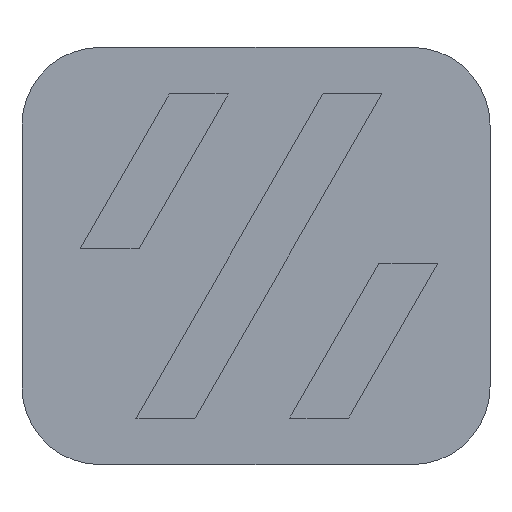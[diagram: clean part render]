
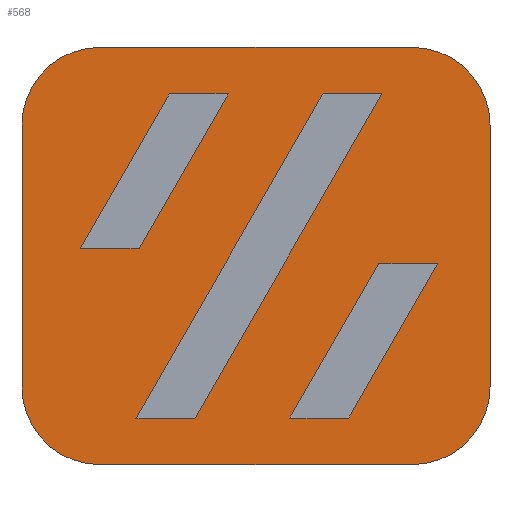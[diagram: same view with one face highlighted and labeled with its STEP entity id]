
A CAD part, front view. The second image highlights one B-rep face of the part: STEP entity #568.
In plain terms, the highlighted planar face has unit normal (0, -1, 0).
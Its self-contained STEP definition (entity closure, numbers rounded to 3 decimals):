
#15=FACE_BOUND('',#104,.T.);
#16=FACE_BOUND('',#105,.T.);
#17=FACE_BOUND('',#106,.T.);
#30=CIRCLE('',#600,2.);
#31=CIRCLE('',#603,2.);
#32=CIRCLE('',#607,2.);
#33=CIRCLE('',#609,2.);
#70=FACE_OUTER_BOUND('',#103,.T.);
#103=EDGE_LOOP('',(#491,#492,#493,#494,#495,#496,#497,#498));
#104=EDGE_LOOP('',(#499,#500,#501,#502));
#105=EDGE_LOOP('',(#503,#504,#505,#506));
#106=EDGE_LOOP('',(#507,#508,#509,#510));
#126=LINE('',#842,#190);
#129=LINE('',#850,#193);
#133=LINE('',#863,#197);
#134=LINE('',#865,#198);
#135=LINE('',#869,#199);
#139=LINE('',#877,#203);
#142=LINE('',#883,#206);
#145=LINE('',#888,#209);
#147=LINE('',#894,#211);
#151=LINE('',#902,#215);
#154=LINE('',#908,#218);
#157=LINE('',#913,#221);
#159=LINE('',#919,#223);
#163=LINE('',#927,#227);
#166=LINE('',#933,#230);
#169=LINE('',#938,#233);
#190=VECTOR('',#687,10.);
#193=VECTOR('',#696,10.);
#197=VECTOR('',#712,10.);
#198=VECTOR('',#715,10.);
#199=VECTOR('',#718,10.);
#203=VECTOR('',#724,10.);
#206=VECTOR('',#729,10.);
#209=VECTOR('',#734,10.);
#211=VECTOR('',#740,10.);
#215=VECTOR('',#746,10.);
#218=VECTOR('',#751,10.);
#221=VECTOR('',#756,10.);
#223=VECTOR('',#762,10.);
#227=VECTOR('',#768,10.);
#230=VECTOR('',#773,10.);
#233=VECTOR('',#778,10.);
#251=VERTEX_POINT('',#834);
#252=VERTEX_POINT('',#836);
#253=VERTEX_POINT('',#840);
#254=VERTEX_POINT('',#844);
#255=VERTEX_POINT('',#848);
#256=VERTEX_POINT('',#853);
#257=VERTEX_POINT('',#855);
#258=VERTEX_POINT('',#859);
#259=VERTEX_POINT('',#867);
#260=VERTEX_POINT('',#868);
#263=VERTEX_POINT('',#876);
#265=VERTEX_POINT('',#882);
#267=VERTEX_POINT('',#892);
#268=VERTEX_POINT('',#893);
#271=VERTEX_POINT('',#901);
#273=VERTEX_POINT('',#907);
#275=VERTEX_POINT('',#917);
#276=VERTEX_POINT('',#918);
#279=VERTEX_POINT('',#926);
#281=VERTEX_POINT('',#932);
#308=EDGE_CURVE('',#251,#252,#30,.T.);
#311=EDGE_CURVE('',#251,#253,#126,.T.);
#313=EDGE_CURVE('',#254,#253,#31,.T.);
#315=EDGE_CURVE('',#254,#255,#129,.T.);
#317=EDGE_CURVE('',#256,#257,#32,.T.);
#320=EDGE_CURVE('',#258,#255,#33,.T.);
#321=EDGE_CURVE('',#258,#257,#133,.T.);
#322=EDGE_CURVE('',#256,#252,#134,.T.);
#323=EDGE_CURVE('',#259,#260,#135,.T.);
#327=EDGE_CURVE('',#260,#263,#139,.T.);
#330=EDGE_CURVE('',#263,#265,#142,.T.);
#333=EDGE_CURVE('',#265,#259,#145,.T.);
#335=EDGE_CURVE('',#267,#268,#147,.T.);
#339=EDGE_CURVE('',#268,#271,#151,.T.);
#342=EDGE_CURVE('',#271,#273,#154,.T.);
#345=EDGE_CURVE('',#273,#267,#157,.T.);
#347=EDGE_CURVE('',#275,#276,#159,.T.);
#351=EDGE_CURVE('',#276,#279,#163,.T.);
#354=EDGE_CURVE('',#279,#281,#166,.T.);
#357=EDGE_CURVE('',#281,#275,#169,.T.);
#491=ORIENTED_EDGE('',*,*,#320,.F.);
#492=ORIENTED_EDGE('',*,*,#321,.T.);
#493=ORIENTED_EDGE('',*,*,#317,.F.);
#494=ORIENTED_EDGE('',*,*,#322,.T.);
#495=ORIENTED_EDGE('',*,*,#308,.F.);
#496=ORIENTED_EDGE('',*,*,#311,.T.);
#497=ORIENTED_EDGE('',*,*,#313,.F.);
#498=ORIENTED_EDGE('',*,*,#315,.T.);
#499=ORIENTED_EDGE('',*,*,#323,.T.);
#500=ORIENTED_EDGE('',*,*,#327,.T.);
#501=ORIENTED_EDGE('',*,*,#330,.T.);
#502=ORIENTED_EDGE('',*,*,#333,.T.);
#503=ORIENTED_EDGE('',*,*,#335,.T.);
#504=ORIENTED_EDGE('',*,*,#339,.T.);
#505=ORIENTED_EDGE('',*,*,#342,.T.);
#506=ORIENTED_EDGE('',*,*,#345,.T.);
#507=ORIENTED_EDGE('',*,*,#347,.T.);
#508=ORIENTED_EDGE('',*,*,#351,.T.);
#509=ORIENTED_EDGE('',*,*,#354,.T.);
#510=ORIENTED_EDGE('',*,*,#357,.T.);
#535=PLANE('',#627);
#568=ADVANCED_FACE('',(#70,#15,#16,#17),#535,.F.);
#600=AXIS2_PLACEMENT_3D('',#837,#681,#682);
#603=AXIS2_PLACEMENT_3D('',#846,#691,#692);
#607=AXIS2_PLACEMENT_3D('',#856,#702,#703);
#609=AXIS2_PLACEMENT_3D('',#861,#708,#709);
#627=AXIS2_PLACEMENT_3D('',#941,#782,#783);
#681=DIRECTION('center_axis',(0.,1.,0.));
#682=DIRECTION('ref_axis',(-0.707,0.,-0.707));
#687=DIRECTION('',(1.,0.,0.));
#691=DIRECTION('center_axis',(0.,1.,0.));
#692=DIRECTION('ref_axis',(0.707,0.,-0.707));
#696=DIRECTION('',(0.,0.,1.));
#702=DIRECTION('center_axis',(0.,1.,0.));
#703=DIRECTION('ref_axis',(-0.707,0.,0.707));
#708=DIRECTION('center_axis',(0.,1.,0.));
#709=DIRECTION('ref_axis',(0.707,0.,0.707));
#712=DIRECTION('',(-1.,0.,0.));
#715=DIRECTION('',(0.,0.,-1.));
#718=DIRECTION('',(1.,0.,0.));
#724=DIRECTION('',(-0.5,0.,-0.866));
#729=DIRECTION('',(-1.,0.,0.));
#734=DIRECTION('',(0.5,0.,0.866));
#740=DIRECTION('',(1.,0.,0.));
#746=DIRECTION('',(-0.5,0.,-0.866));
#751=DIRECTION('',(-1.,0.,0.));
#756=DIRECTION('',(0.5,0.,0.866));
#762=DIRECTION('',(-1.,0.,0.));
#768=DIRECTION('',(0.5,0.,0.866));
#773=DIRECTION('',(1.,0.,0.));
#778=DIRECTION('',(-0.5,0.,-0.866));
#782=DIRECTION('center_axis',(0.,1.,0.));
#783=DIRECTION('ref_axis',(-1.,0.,0.));
#834=CARTESIAN_POINT('',(143.723,-153.43,100.691));
#836=CARTESIAN_POINT('',(141.723,-153.43,102.691));
#837=CARTESIAN_POINT('Origin',(143.723,-153.43,102.691));
#840=CARTESIAN_POINT('',(151.783,-153.43,100.691));
#842=CARTESIAN_POINT('',(141.723,-153.43,100.691));
#844=CARTESIAN_POINT('',(153.783,-153.43,102.691));
#846=CARTESIAN_POINT('Origin',(151.783,-153.43,102.691));
#848=CARTESIAN_POINT('',(153.783,-153.43,109.441));
#850=CARTESIAN_POINT('',(153.783,-153.43,100.691));
#853=CARTESIAN_POINT('',(141.723,-153.43,109.441));
#855=CARTESIAN_POINT('',(143.723,-153.43,111.441));
#856=CARTESIAN_POINT('Origin',(143.723,-153.43,109.441));
#859=CARTESIAN_POINT('',(151.783,-153.43,111.441));
#861=CARTESIAN_POINT('Origin',(151.783,-153.43,109.441));
#863=CARTESIAN_POINT('',(153.783,-153.43,111.441));
#865=CARTESIAN_POINT('',(141.723,-153.43,111.441));
#867=CARTESIAN_POINT('',(150.917,-153.43,105.866));
#868=CARTESIAN_POINT('',(152.437,-153.43,105.866));
#869=CARTESIAN_POINT('',(150.917,-153.43,105.866));
#876=CARTESIAN_POINT('',(150.142,-153.43,101.891));
#877=CARTESIAN_POINT('',(152.437,-153.43,105.866));
#882=CARTESIAN_POINT('',(148.623,-153.43,101.891));
#883=CARTESIAN_POINT('',(150.142,-153.43,101.891));
#888=CARTESIAN_POINT('',(148.623,-153.43,101.891));
#892=CARTESIAN_POINT('',(149.48,-153.43,110.241));
#893=CARTESIAN_POINT('',(151.,-153.43,110.241));
#894=CARTESIAN_POINT('',(149.48,-153.43,110.241));
#901=CARTESIAN_POINT('',(146.179,-153.43,101.891));
#902=CARTESIAN_POINT('',(151.,-153.43,110.241));
#907=CARTESIAN_POINT('',(144.66,-153.43,101.891));
#908=CARTESIAN_POINT('',(146.179,-153.43,101.891));
#913=CARTESIAN_POINT('',(144.66,-153.43,101.891));
#917=CARTESIAN_POINT('',(144.742,-153.43,106.266));
#918=CARTESIAN_POINT('',(143.222,-153.43,106.266));
#919=CARTESIAN_POINT('',(144.742,-153.43,106.266));
#926=CARTESIAN_POINT('',(145.517,-153.43,110.241));
#927=CARTESIAN_POINT('',(143.222,-153.43,106.266));
#932=CARTESIAN_POINT('',(147.037,-153.43,110.241));
#933=CARTESIAN_POINT('',(145.517,-153.43,110.241));
#938=CARTESIAN_POINT('',(147.037,-153.43,110.241));
#941=CARTESIAN_POINT('Origin',(147.753,-153.43,106.066));
